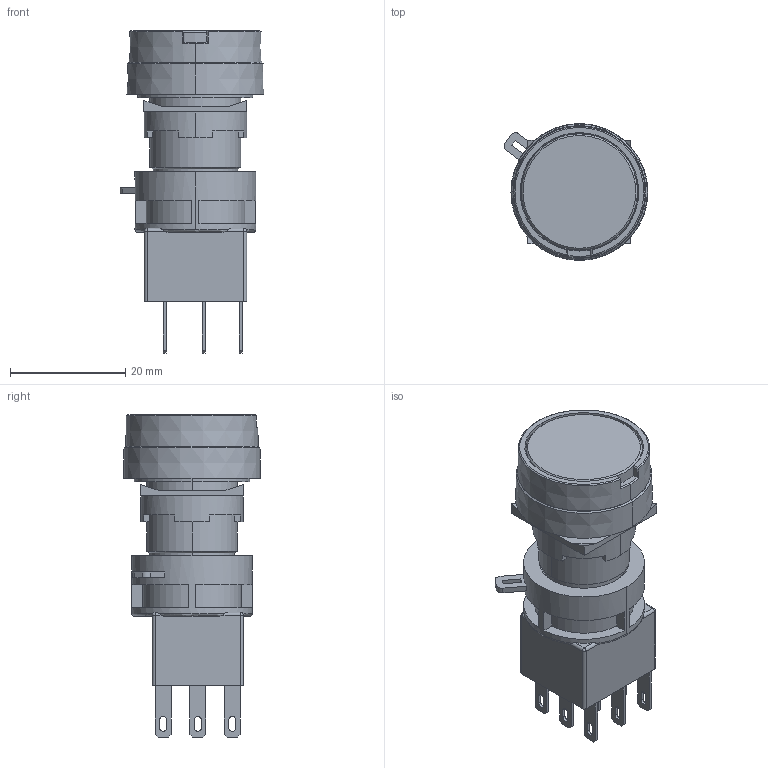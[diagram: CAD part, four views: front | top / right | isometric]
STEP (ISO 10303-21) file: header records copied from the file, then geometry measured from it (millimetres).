
FILE_DESCRIPTION (( 'STEP AP203' ), '1' );
FILE_NAME ('OUTSIDE-HA1L-$1.STEP', '2014-09-05T09:48:21', ( 'IDEC' ), ( '' ), 'SwSTEP 2.0', 'SolidWorks 2012', '' );
FILE_SCHEMA (( 'CONFIG_CONTROL_DESIGN' ));
Length unit declared in the file: millimetre
Products named in the file (4): OUTSIDE-HA1L-$1; OUTSIDE_16-NUT-SET; OUTSIDE_HA-C20; OUTSIDE_HA1L-BODY
Assembly tree (3 placements, depth 2):
  OUTSIDE-HA1L-$1
    OUTSIDE_HA1L-BODY
    OUTSIDE_HA-C20
    OUTSIDE_16-NUT-SET
Bounding box: 24.99 x 23.8 x 56 mm (x, y, z)
Volume: 14324.2 mm3; surface area: 7480 mm2
Topology: 3 solids, 3 shells, 260 faces, 680 edges, 442 vertices
Faces by surface type: plane 174, cylinder 58, cone 18, bspline 10
Entity records: 8838 total; most frequent: CARTESIAN_POINT 1974, ORIENTED_EDGE 1352, DIRECTION 1312, EDGE_CURVE 676, LINE 460, VECTOR 460, VERTEX_POINT 442, AXIS2_PLACEMENT_3D 426
